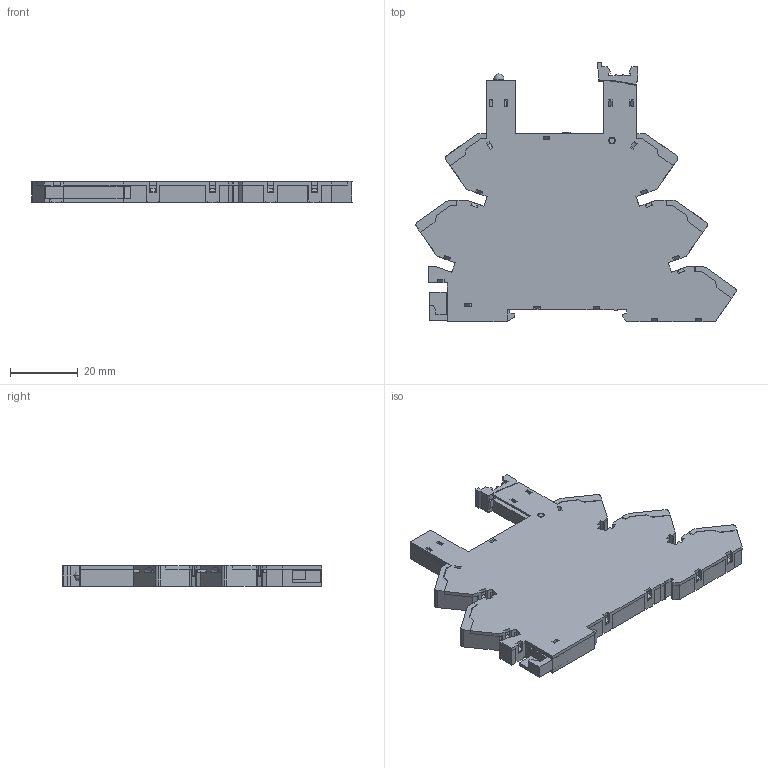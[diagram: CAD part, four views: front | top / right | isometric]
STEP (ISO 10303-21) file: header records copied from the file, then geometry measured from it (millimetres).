
FILE_DESCRIPTION (( 'STEP AP203' ), '1' );
FILE_NAME ('3_41F-1Z-C4-X.STEP', '2024-12-16T19:29:57', ( '' ), ( '' ), 'SwSTEP 2.0', 'SolidWorks 2022', '' );
FILE_SCHEMA (( 'CONFIG_CONTROL_DESIGN' ));
Length unit declared in the file: millimetre
Products named in the file (1): 3_41F-1Z-C4-X
Bounding box: 94.7 x 76.6 x 6.3 mm (x, y, z)
Volume: 26054.4 mm3; surface area: 23271.7 mm2
Topology: 7 solids, 7 shells, 1421 faces, 3869 edges, 2508 vertices
Faces by surface type: plane 1300, cylinder 96, cone 21, sphere 2, torus 2
Entity records: 44033 total; most frequent: CARTESIAN_POINT 7889, ORIENTED_EDGE 7730, DIRECTION 6904, EDGE_CURVE 3865, VECTOR 3606, LINE 3606, VERTEX_POINT 2506, AXIS2_PLACEMENT_3D 1649
